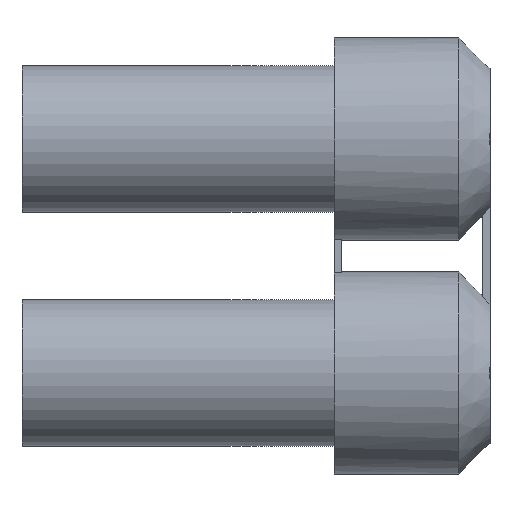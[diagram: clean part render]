
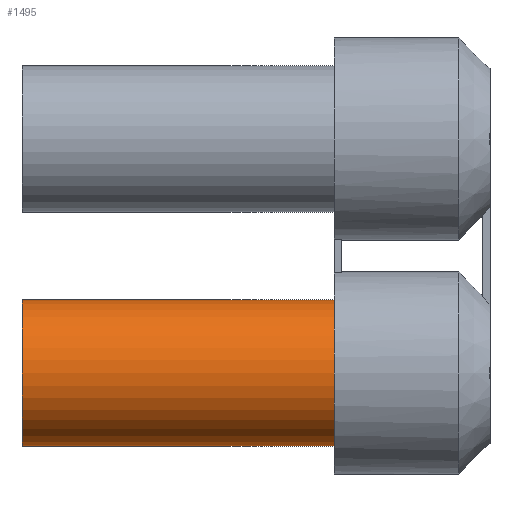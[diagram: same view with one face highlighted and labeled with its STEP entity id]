
A CAD part, left-side view. The second image highlights one B-rep face of the part: STEP entity #1495.
In plain terms, the highlighted cylindrical face has radius 4.7 mm (diameter 9.4 mm), a full revolution.
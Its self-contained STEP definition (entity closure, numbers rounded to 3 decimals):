
#61=CYLINDRICAL_SURFACE('',#1663,4.7);
#105=CIRCLE('',#1559,4.7);
#165=CIRCLE('',#1664,4.7);
#225=FACE_OUTER_BOUND('',#311,.T.);
#311=EDGE_LOOP('',(#1271,#1272,#1273,#1274));
#425=LINE('',#2561,#535);
#535=VECTOR('',#2055,4.7);
#593=VERTEX_POINT('',#2228);
#689=VERTEX_POINT('',#2559);
#747=EDGE_CURVE('',#593,#593,#105,.T.);
#897=EDGE_CURVE('',#689,#689,#165,.T.);
#898=EDGE_CURVE('',#689,#593,#425,.T.);
#1271=ORIENTED_EDGE('',*,*,#897,.F.);
#1272=ORIENTED_EDGE('',*,*,#898,.T.);
#1273=ORIENTED_EDGE('',*,*,#747,.T.);
#1274=ORIENTED_EDGE('',*,*,#898,.F.);
#1495=ADVANCED_FACE('',(#225),#61,.T.);
#1559=AXIS2_PLACEMENT_3D('',#2229,#1773,#1774);
#1663=AXIS2_PLACEMENT_3D('',#2558,#2051,#2052);
#1664=AXIS2_PLACEMENT_3D('',#2560,#2053,#2054);
#1773=DIRECTION('center_axis',(0.,1.,0.));
#1774=DIRECTION('ref_axis',(1.,0.,0.));
#2051=DIRECTION('center_axis',(0.,1.,0.));
#2052=DIRECTION('ref_axis',(1.,0.,0.));
#2053=DIRECTION('center_axis',(0.,1.,0.));
#2054=DIRECTION('ref_axis',(1.,0.,0.));
#2055=DIRECTION('',(0.,-1.,0.));
#2228=CARTESIAN_POINT('',(-19.7,0.,-15.));
#2229=CARTESIAN_POINT('Origin',(-15.,0.,-15.));
#2558=CARTESIAN_POINT('Origin',(-15.,0.,-15.));
#2559=CARTESIAN_POINT('',(-19.7,20.,-15.));
#2560=CARTESIAN_POINT('Origin',(-15.,20.,-15.));
#2561=CARTESIAN_POINT('',(-19.7,0.,-15.));
